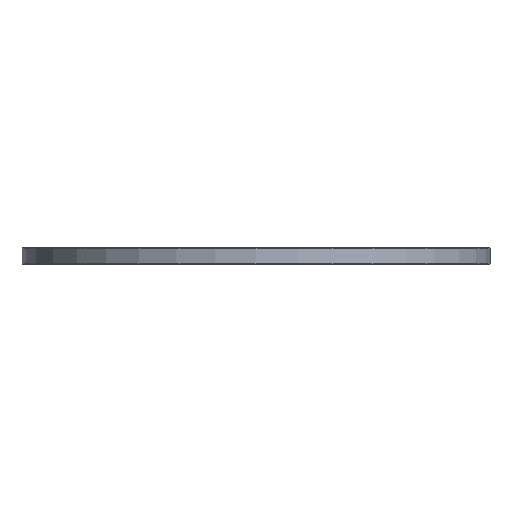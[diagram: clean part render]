
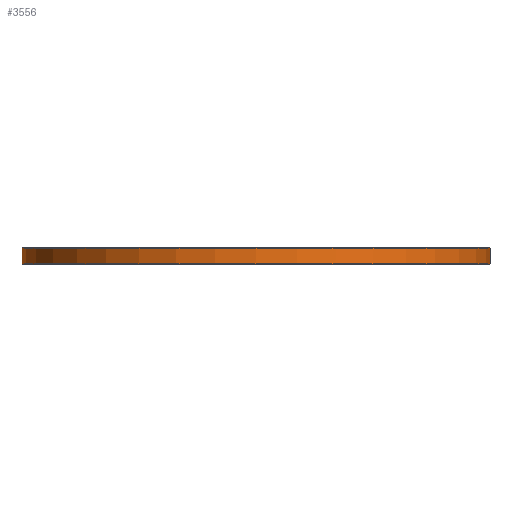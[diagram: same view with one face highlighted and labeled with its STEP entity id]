
A CAD part, front view. The second image highlights one B-rep face of the part: STEP entity #3556.
In plain terms, the highlighted cylindrical face has radius 70 mm (diameter 140 mm), a full revolution.
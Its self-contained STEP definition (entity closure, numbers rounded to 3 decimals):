
#16=LINE('',#8255,#21);
#21=VECTOR('',#4260,50.);
#65=CYLINDRICAL_SURFACE('',#3832,70.);
#213=FACE_OUTER_BOUND('',#446,.T.);
#446=EDGE_LOOP('',(#2656,#2657,#2658,#2659,#2660));
#1051=CIRCLE('',#3831,70.);
#1052=CIRCLE('',#3833,70.);
#1053=CIRCLE('',#3834,70.);
#1390=VERTEX_POINT('',#8250);
#1391=VERTEX_POINT('',#8254);
#1392=VERTEX_POINT('',#8256);
#1856=EDGE_CURVE('',#1390,#1390,#1051,.T.);
#1857=EDGE_CURVE('',#1390,#1391,#16,.T.);
#1858=EDGE_CURVE('',#1392,#1391,#1052,.T.);
#1859=EDGE_CURVE('',#1391,#1392,#1053,.T.);
#2656=ORIENTED_EDGE('',*,*,#1856,.F.);
#2657=ORIENTED_EDGE('',*,*,#1857,.T.);
#2658=ORIENTED_EDGE('',*,*,#1858,.F.);
#2659=ORIENTED_EDGE('',*,*,#1859,.F.);
#2660=ORIENTED_EDGE('',*,*,#1857,.F.);
#3556=ADVANCED_FACE('',(#213),#65,.T.);
#3831=AXIS2_PLACEMENT_3D('',#8252,#4256,#4257);
#3832=AXIS2_PLACEMENT_3D('',#8253,#4258,#4259);
#3833=AXIS2_PLACEMENT_3D('',#8257,#4261,#4262);
#3834=AXIS2_PLACEMENT_3D('',#8258,#4263,#4264);
#4256=DIRECTION('center_axis',(0.,0.,1.));
#4257=DIRECTION('ref_axis',(1.,0.,0.));
#4258=DIRECTION('center_axis',(0.,0.,1.));
#4259=DIRECTION('ref_axis',(1.,0.,0.));
#4260=DIRECTION('',(0.,0.,-1.));
#4261=DIRECTION('center_axis',(0.,0.,-1.));
#4262=DIRECTION('ref_axis',(-1.,0.,0.));
#4263=DIRECTION('center_axis',(0.,0.,-1.));
#4264=DIRECTION('ref_axis',(-1.,0.,0.));
#8250=CARTESIAN_POINT('',(-70.,0.,153.8));
#8252=CARTESIAN_POINT('Origin',(0.,0.,153.8));
#8253=CARTESIAN_POINT('Origin',(0.,0.,200.));
#8254=CARTESIAN_POINT('',(-70.,0.,149.2));
#8255=CARTESIAN_POINT('',(-70.,0.,200.));
#8256=CARTESIAN_POINT('',(70.,0.,149.2));
#8257=CARTESIAN_POINT('Origin',(0.,0.,149.2));
#8258=CARTESIAN_POINT('Origin',(0.,0.,149.2));
